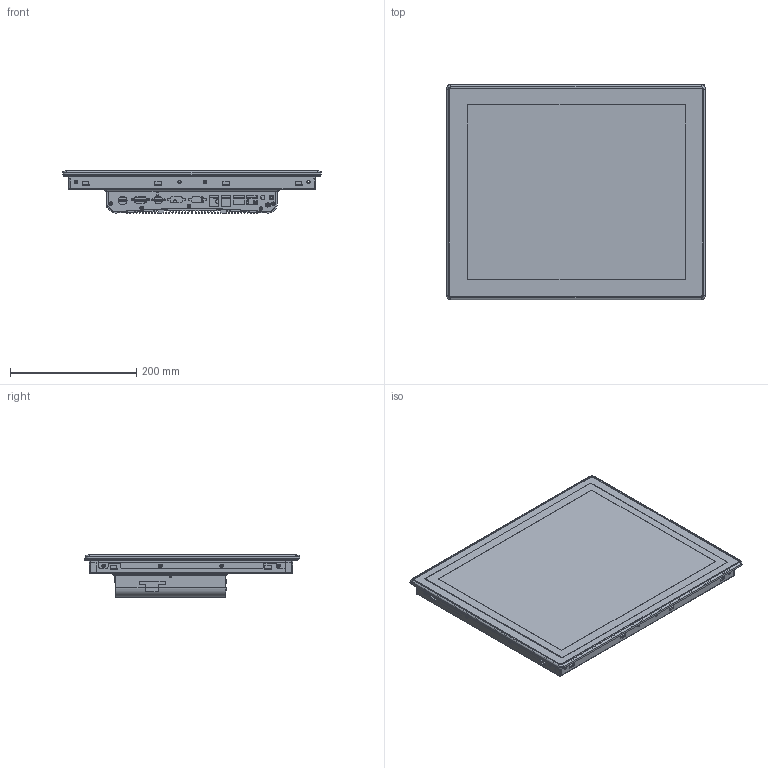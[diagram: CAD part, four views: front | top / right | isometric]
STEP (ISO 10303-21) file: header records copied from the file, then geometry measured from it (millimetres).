
FILE_DESCRIPTION (( 'STEP AP203' ), '1' );
FILE_NAME ('APPC1730T -ASM.STEP', '2015-03-04T09:59:48', ( '' ), ( '' ), 'SwSTEP 2.0', 'SolidWorks 2015', '' );
FILE_SCHEMA (( 'CONFIG_CONTROL_DESIGN' ));
Length unit declared in the file: millimetre
Products named in the file (19): 413877000401-heatsink_cover; 1720t poron L_R; APPC1730T panel cover REV-B; 5050300445X00 CPU_HEATSINK; 6013300268X00 1720t poron; APPC1721 pct MOD01 PANEL; cf cover_2; HDD_BKT; 5043330376X00 LCD BRACKET L_R; APPC1730T -ASM; 28295; AUO G170EG01; CUI-DEFAULT; 夷杲挩4^APPC1730T ASM; AUDIO CABLE-1; 601110A094X00 IO BRACKET BOX COVER_1; Ｕ+s of 存挩2^APPC1730T ASM; 夷杲挩1^APPC1730T ASM; Appc 1730 mylar 8c 4mm
Assembly tree (22 placements, depth 3):
  APPC1730T -ASM
    夷杲挩4^APPC1730T ASM
      APPC1721 pct MOD01 PANEL
      5043330376X00 LCD BRACKET L_R  x2
      AUO G170EG01
    夷杲挩1^APPC1730T ASM
      601110A094X00 IO BRACKET BOX COVER_1
    6013300268X00 1720t poron  x2
    1720t poron L_R  x2
    5050300445X00 CPU_HEATSINK
    HDD_BKT
    28295
    CUI-DEFAULT
    AUDIO CABLE-1  x2
    Ｕ+s of 存挩2^APPC1730T ASM
    Appc 1730 mylar 8c 4mm
    413877000401-heatsink_cover
    APPC1730T panel cover REV-B
    cf cover_2
Bounding box: 410.42 x 341.36 x 66.9 mm (x, y, z)
Volume: 2795557.8 mm3; surface area: 1411723.8 mm2
Topology: 25 solids, 25 shells, 2927 faces, 8223 edges, 5378 vertices
Faces by surface type: plane 1601, cylinder 1079, cone 157, bspline 90
Entity records: 94818 total; most frequent: CARTESIAN_POINT 19230, ORIENTED_EDGE 15558, DIRECTION 15403, EDGE_CURVE 7779, AXIS2_PLACEMENT_3D 5147, LINE 5109, VECTOR 5109, VERTEX_POINT 5094
